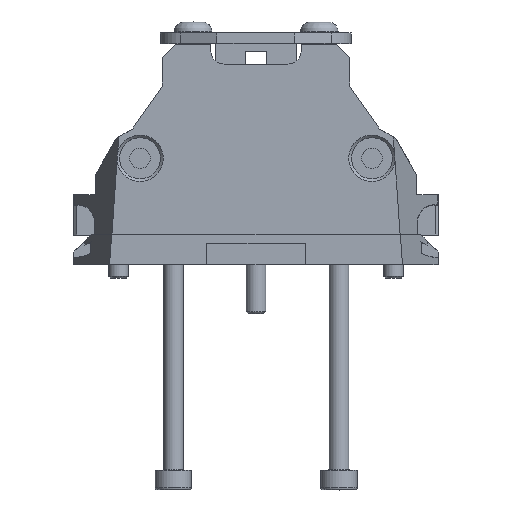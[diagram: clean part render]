
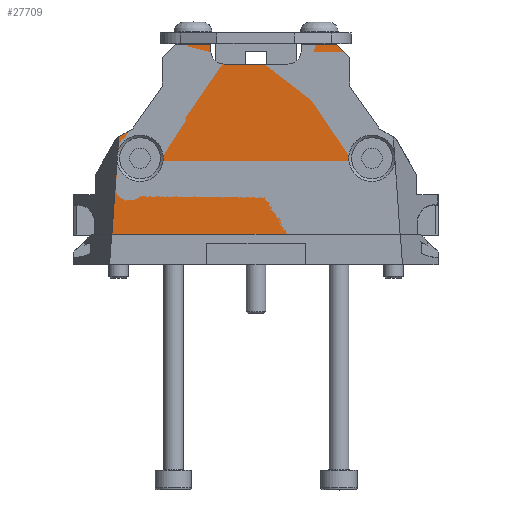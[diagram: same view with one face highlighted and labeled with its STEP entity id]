
A CAD part, top view. The second image highlights one B-rep face of the part: STEP entity #27709.
In plain terms, the highlighted face is planar.
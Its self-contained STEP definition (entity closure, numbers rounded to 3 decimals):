
#1598=CIRCLE('',#29685,2.);
#1599=CIRCLE('',#29688,2.);
#1600=CIRCLE('',#29695,3.5);
#1601=CIRCLE('',#29696,3.5);
#1602=CIRCLE('',#29703,3.5);
#1603=CIRCLE('',#29704,3.5);
#2527=FACE_OUTER_BOUND('',#4132,.T.);
#4132=EDGE_LOOP('',(#21053,#21054,#21055,#21056,#21057,#21058,#21059,#21060,
#21061,#21062,#21063,#21064,#21065,#21066,#21067,#21068,#21069,#21070,#21071,
#21072,#21073,#21074,#21075,#21076));
#6002=LINE('',#47339,#9008);
#6004=LINE('',#47343,#9010);
#6006=LINE('',#47347,#9012);
#6008=LINE('',#47351,#9014);
#6010=LINE('',#47355,#9016);
#6013=LINE('',#47360,#9019);
#6015=LINE('',#47367,#9021);
#6018=LINE('',#47375,#9024);
#6021=LINE('',#47380,#9027);
#6022=LINE('',#47383,#9028);
#6024=LINE('',#47387,#9030);
#6026=LINE('',#47391,#9032);
#6031=LINE('',#47408,#9037);
#6201=LINE('',#47854,#9207);
#6203=LINE('',#47857,#9209);
#6204=LINE('',#47860,#9210);
#6205=LINE('',#47861,#9211);
#6206=LINE('',#47862,#9212);
#9008=VECTOR('',#33631,10.);
#9010=VECTOR('',#33635,10.);
#9012=VECTOR('',#33639,10.);
#9014=VECTOR('',#33643,10.);
#9016=VECTOR('',#33647,10.);
#9019=VECTOR('',#33652,10.);
#9021=VECTOR('',#33660,10.);
#9024=VECTOR('',#33669,10.);
#9027=VECTOR('',#33674,10.);
#9028=VECTOR('',#33677,10.);
#9030=VECTOR('',#33681,10.);
#9032=VECTOR('',#33685,10.);
#9037=VECTOR('',#33698,10.);
#9207=VECTOR('',#34092,10.);
#9209=VECTOR('',#34094,10.);
#9210=VECTOR('',#34097,10.);
#9211=VECTOR('',#34098,10.);
#9212=VECTOR('',#34099,10.);
#12135=VERTEX_POINT('',#47336);
#12136=VERTEX_POINT('',#47338);
#12137=VERTEX_POINT('',#47342);
#12138=VERTEX_POINT('',#47346);
#12139=VERTEX_POINT('',#47350);
#12140=VERTEX_POINT('',#47354);
#12141=VERTEX_POINT('',#47358);
#12142=VERTEX_POINT('',#47362);
#12143=VERTEX_POINT('',#47366);
#12144=VERTEX_POINT('',#47370);
#12145=VERTEX_POINT('',#47374);
#12146=VERTEX_POINT('',#47378);
#12147=VERTEX_POINT('',#47382);
#12148=VERTEX_POINT('',#47386);
#12149=VERTEX_POINT('',#47390);
#12150=VERTEX_POINT('',#47394);
#12151=VERTEX_POINT('',#47395);
#12152=VERTEX_POINT('',#47399);
#12154=VERTEX_POINT('',#47405);
#12162=VERTEX_POINT('',#47428);
#12163=VERTEX_POINT('',#47429);
#12164=VERTEX_POINT('',#47433);
#12280=VERTEX_POINT('',#47855);
#12281=VERTEX_POINT('',#47859);
#15232=EDGE_CURVE('',#12136,#12135,#6002,.T.);
#15234=EDGE_CURVE('',#12137,#12136,#6004,.F.);
#15236=EDGE_CURVE('',#12138,#12137,#6006,.T.);
#15238=EDGE_CURVE('',#12139,#12138,#6008,.T.);
#15240=EDGE_CURVE('',#12140,#12139,#6010,.T.);
#15243=EDGE_CURVE('',#12140,#12141,#6013,.F.);
#15244=EDGE_CURVE('',#12142,#12141,#1598,.T.);
#15246=EDGE_CURVE('',#12143,#12142,#6015,.T.);
#15248=EDGE_CURVE('',#12143,#12144,#1599,.F.);
#15250=EDGE_CURVE('',#12145,#12144,#6018,.T.);
#15253=EDGE_CURVE('',#12145,#12146,#6021,.F.);
#15254=EDGE_CURVE('',#12146,#12147,#6022,.F.);
#15256=EDGE_CURVE('',#12147,#12148,#6024,.F.);
#15258=EDGE_CURVE('',#12148,#12149,#6026,.T.);
#15261=EDGE_CURVE('',#12151,#12152,#1600,.T.);
#15263=EDGE_CURVE('',#12152,#12150,#1601,.T.);
#15266=EDGE_CURVE('',#12149,#12154,#6031,.F.);
#15277=EDGE_CURVE('',#12163,#12164,#1602,.T.);
#15279=EDGE_CURVE('',#12164,#12162,#1603,.T.);
#15474=EDGE_CURVE('',#12135,#12150,#6201,.T.);
#15476=EDGE_CURVE('',#12151,#12280,#6203,.T.);
#15477=EDGE_CURVE('',#12281,#12280,#6204,.F.);
#15478=EDGE_CURVE('',#12162,#12281,#6205,.F.);
#15479=EDGE_CURVE('',#12154,#12163,#6206,.F.);
#21053=ORIENTED_EDGE('',*,*,#15261,.F.);
#21054=ORIENTED_EDGE('',*,*,#15476,.T.);
#21055=ORIENTED_EDGE('',*,*,#15477,.F.);
#21056=ORIENTED_EDGE('',*,*,#15478,.F.);
#21057=ORIENTED_EDGE('',*,*,#15279,.F.);
#21058=ORIENTED_EDGE('',*,*,#15277,.F.);
#21059=ORIENTED_EDGE('',*,*,#15479,.F.);
#21060=ORIENTED_EDGE('',*,*,#15266,.F.);
#21061=ORIENTED_EDGE('',*,*,#15258,.F.);
#21062=ORIENTED_EDGE('',*,*,#15256,.F.);
#21063=ORIENTED_EDGE('',*,*,#15254,.F.);
#21064=ORIENTED_EDGE('',*,*,#15253,.F.);
#21065=ORIENTED_EDGE('',*,*,#15250,.T.);
#21066=ORIENTED_EDGE('',*,*,#15248,.F.);
#21067=ORIENTED_EDGE('',*,*,#15246,.T.);
#21068=ORIENTED_EDGE('',*,*,#15244,.T.);
#21069=ORIENTED_EDGE('',*,*,#15243,.F.);
#21070=ORIENTED_EDGE('',*,*,#15240,.T.);
#21071=ORIENTED_EDGE('',*,*,#15238,.T.);
#21072=ORIENTED_EDGE('',*,*,#15236,.T.);
#21073=ORIENTED_EDGE('',*,*,#15234,.T.);
#21074=ORIENTED_EDGE('',*,*,#15232,.T.);
#21075=ORIENTED_EDGE('',*,*,#15474,.T.);
#21076=ORIENTED_EDGE('',*,*,#15263,.F.);
#26384=PLANE('',#29810);
#27709=ADVANCED_FACE('',(#2527),#26384,.T.);
#29685=AXIS2_PLACEMENT_3D('',#47363,#33655,#33656);
#29688=AXIS2_PLACEMENT_3D('',#47371,#33664,#33665);
#29695=AXIS2_PLACEMENT_3D('',#47400,#33689,#33690);
#29696=AXIS2_PLACEMENT_3D('',#47402,#33692,#33693);
#29703=AXIS2_PLACEMENT_3D('',#47434,#33716,#33717);
#29704=AXIS2_PLACEMENT_3D('',#47436,#33719,#33720);
#29810=AXIS2_PLACEMENT_3D('',#47858,#34095,#34096);
#33631=DIRECTION('',(-0.865,0.,-0.502));
#33635=DIRECTION('',(0.574,0.,0.819));
#33639=DIRECTION('',(0.,0.,-1.));
#33643=DIRECTION('',(-0.707,0.,-0.707));
#33647=DIRECTION('',(-1.,0.,0.));
#33652=DIRECTION('',(0.,0.,1.));
#33655=DIRECTION('center_axis',(0.,1.,0.));
#33656=DIRECTION('ref_axis',(-0.707,0.,-0.707));
#33660=DIRECTION('',(-1.,0.,0.));
#33664=DIRECTION('center_axis',(0.,1.,0.));
#33665=DIRECTION('ref_axis',(0.707,0.,-0.707));
#33669=DIRECTION('',(0.,0.,-1.));
#33674=DIRECTION('',(-1.,0.,0.));
#33677=DIRECTION('',(-0.707,0.,0.707));
#33681=DIRECTION('',(0.,0.,1.));
#33685=DIRECTION('',(0.574,0.,-0.819));
#33689=DIRECTION('center_axis',(0.,-1.,0.));
#33690=DIRECTION('ref_axis',(-1.,0.,0.));
#33692=DIRECTION('center_axis',(0.,-1.,0.));
#33693=DIRECTION('ref_axis',(-1.,0.,0.));
#33698=DIRECTION('',(-0.865,0.,0.502));
#33716=DIRECTION('center_axis',(0.,-1.,0.));
#33717=DIRECTION('ref_axis',(1.,0.,0.));
#33719=DIRECTION('center_axis',(0.,-1.,0.));
#33720=DIRECTION('ref_axis',(1.,0.,0.));
#34092=DIRECTION('',(-0.07,0.,-0.998));
#34094=DIRECTION('',(-0.07,0.,-0.998));
#34095=DIRECTION('center_axis',(0.,-1.,0.));
#34096=DIRECTION('ref_axis',(1.,0.,0.));
#34097=DIRECTION('',(1.,0.,0.));
#34098=DIRECTION('',(-0.07,0.,0.998));
#34099=DIRECTION('',(-0.07,0.,0.998));
#47336=CARTESIAN_POINT('',(-20.724,-151.704,96.633));
#47338=CARTESIAN_POINT('',(-18.676,-151.704,97.821));
#47339=CARTESIAN_POINT('',(-21.927,-151.704,95.934));
#47342=CARTESIAN_POINT('',(-14.138,-151.704,104.301));
#47343=CARTESIAN_POINT('',(-27.527,-151.704,85.18));
#47346=CARTESIAN_POINT('',(-14.138,-151.704,108.636));
#47347=CARTESIAN_POINT('',(-14.138,-151.704,90.6));
#47350=CARTESIAN_POINT('',(-12.138,-151.704,110.636));
#47351=CARTESIAN_POINT('',(-21.41,-151.704,101.365));
#47354=CARTESIAN_POINT('',(-6.811,-151.704,110.636));
#47355=CARTESIAN_POINT('',(-6.75,-151.704,110.636));
#47358=CARTESIAN_POINT('',(-6.811,-151.704,109.63));
#47360=CARTESIAN_POINT('',(-6.811,-151.704,90.6));
#47362=CARTESIAN_POINT('',(-4.811,-151.704,107.63));
#47363=CARTESIAN_POINT('Origin',(-4.811,-151.704,109.63));
#47366=CARTESIAN_POINT('',(4.812,-151.704,107.63));
#47367=CARTESIAN_POINT('',(-12.041,-151.704,107.63));
#47370=CARTESIAN_POINT('',(6.812,-151.704,109.63));
#47371=CARTESIAN_POINT('Origin',(4.812,-151.704,109.63));
#47374=CARTESIAN_POINT('',(6.812,-151.704,110.636));
#47375=CARTESIAN_POINT('',(6.812,-151.704,90.6));
#47378=CARTESIAN_POINT('',(12.139,-151.704,110.636));
#47380=CARTESIAN_POINT('',(-6.75,-151.704,110.636));
#47382=CARTESIAN_POINT('',(14.139,-151.704,108.636));
#47383=CARTESIAN_POINT('',(14.66,-151.704,108.115));
#47386=CARTESIAN_POINT('',(14.139,-151.704,104.301));
#47387=CARTESIAN_POINT('',(14.139,-151.704,90.6));
#47390=CARTESIAN_POINT('',(18.677,-151.704,97.821));
#47391=CARTESIAN_POINT('',(23.086,-151.704,91.523));
#47394=CARTESIAN_POINT('',(-20.888,-151.704,94.285));
#47395=CARTESIAN_POINT('',(-20.977,-151.704,93.016));
#47399=CARTESIAN_POINT('',(-14.,-151.704,93.41));
#47400=CARTESIAN_POINT('Origin',(-17.5,-151.704,93.41));
#47402=CARTESIAN_POINT('Origin',(-17.5,-151.704,93.41));
#47405=CARTESIAN_POINT('',(20.724,-151.704,96.633));
#47408=CARTESIAN_POINT('',(11.829,-151.704,101.795));
#47428=CARTESIAN_POINT('',(20.978,-151.704,93.016));
#47429=CARTESIAN_POINT('',(20.889,-151.704,94.285));
#47433=CARTESIAN_POINT('',(14.,-151.704,93.41));
#47434=CARTESIAN_POINT('Origin',(17.5,-151.704,93.41));
#47436=CARTESIAN_POINT('Origin',(17.5,-151.704,93.41));
#47854=CARTESIAN_POINT('',(-21.356,-151.704,87.616));
#47855=CARTESIAN_POINT('',(-21.757,-151.704,81.912));
#47857=CARTESIAN_POINT('',(-21.356,-151.704,87.616));
#47858=CARTESIAN_POINT('Origin',(-13.5,-151.704,76.912));
#47859=CARTESIAN_POINT('',(21.758,-151.704,81.912));
#47860=CARTESIAN_POINT('',(-6.34,-151.704,81.912));
#47861=CARTESIAN_POINT('',(21.291,-151.704,88.559));
#47862=CARTESIAN_POINT('',(21.291,-151.704,88.559));
